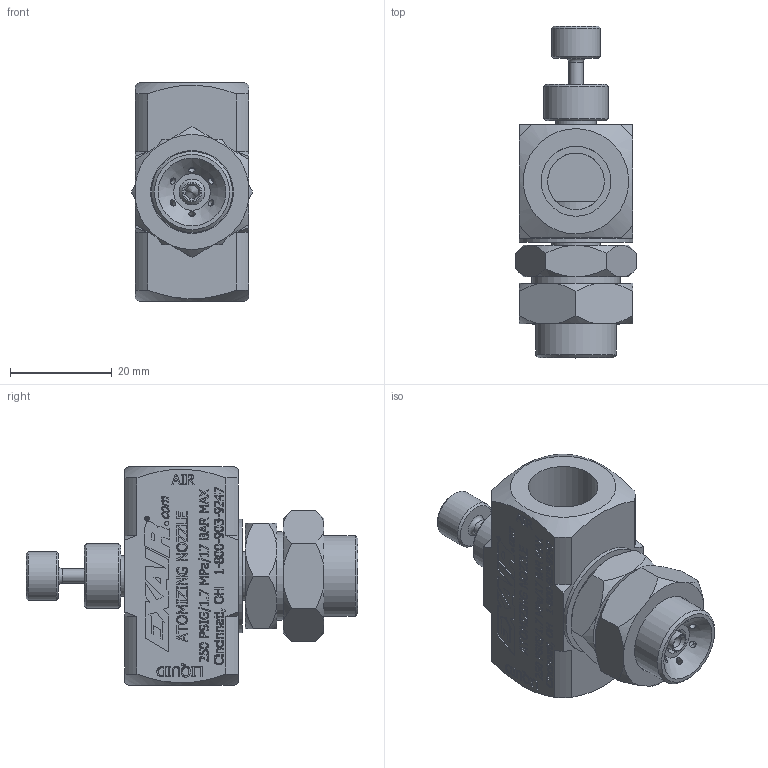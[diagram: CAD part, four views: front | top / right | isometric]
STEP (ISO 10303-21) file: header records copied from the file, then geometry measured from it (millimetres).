
FILE_DESCRIPTION((''),'2;1');
FILE_NAME('ER1050SS ASSEMBLED.stp','2012-02-10T10:09:56',('Ryan Longshore'),(''),'Autodesk Inventor 2012','Autodesk Inventor 2012','');
FILE_SCHEMA(('AUTOMOTIVE_DESIGN { 1 0 10303 214 1 1 1 1 }'));
Length unit declared in the file: inch
Products named in the file (9): ER1050SS ASSEMBLED; 901125; 901130; AS 568 AxialInternal Pressure DASH # 011; 901133-50; 901203-R30; 901135; 901136; 901137
Assembly tree (8 placements, depth 2):
  ER1050SS ASSEMBLED
    901125
    901130
    AS 568 AxialInternal Pressure DASH # 011
    901133-50
    901203-R30
    901135
    901136
    901137
Bounding box: 23.83 x 65.09 x 42.86 mm (x, y, z)
Volume: 23325.9 mm3; surface area: 15355.4 mm2
Topology: 8 solids, 8 shells, 1429 faces, 3851 edges, 2553 vertices
Faces by surface type: plane 839, bspline 444, cylinder 73, cone 70, torus 3
Full cylindrical faces by diameter (mm): 1.295 x6, 2.057 x6, 2.362 x6, 2.381 x8, 2.515 x1, 2.794 x2, 3.556 x1, 3.759 x1, 4.143 x1, 4.166 x1, 4.775 x1, 5.08 x1, 5.556 x1, 7.937 x1, 7.938 x2, 9.525 x7, 10.16 x1, 11.113 x2, 12.7 x3, 13.462 x1, 13.64 x1, 13.716 x2, 15.875 x1, 16.256 x1, 17.277 x1, 17.399 x1, 17.463 x2, 19.05 x2, 22.225 x1
Entity records: 46896 total; most frequent: CARTESIAN_POINT 14482, ORIENTED_EDGE 7410, DIRECTION 4922, EDGE_CURVE 3705, VERTEX_POINT 2513, VECTOR 2496, LINE 2496, EDGE_LOOP 1708
